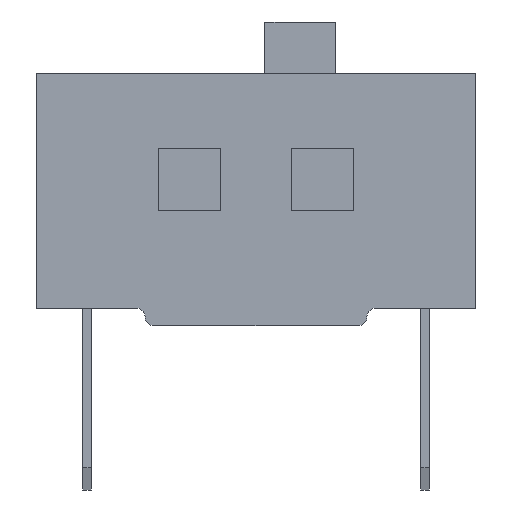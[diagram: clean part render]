
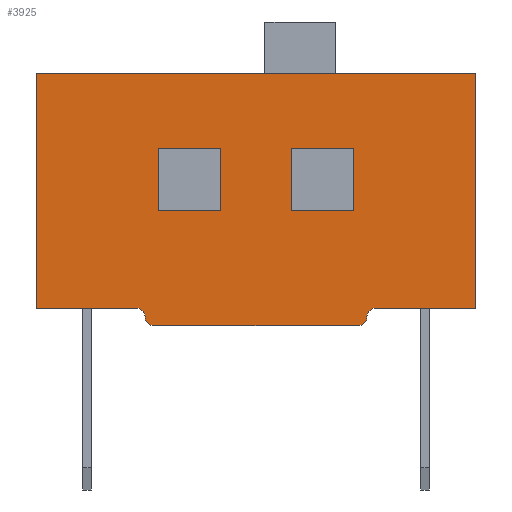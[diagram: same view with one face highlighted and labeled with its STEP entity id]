
A CAD part, left-side view. The second image highlights one B-rep face of the part: STEP entity #3925.
In plain terms, the highlighted planar face has unit normal (-1, 0, 0).
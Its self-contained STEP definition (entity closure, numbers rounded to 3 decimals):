
#134=CIRCLE('',#4105,0.2);
#135=CIRCLE('',#4106,0.2);
#136=CIRCLE('',#4107,0.2);
#137=CIRCLE('',#4108,0.2);
#152=ORIENTED_EDGE('',*,*,#994,.T.);
#153=ORIENTED_EDGE('',*,*,#995,.T.);
#154=ORIENTED_EDGE('',*,*,#996,.T.);
#155=ORIENTED_EDGE('',*,*,#997,.T.);
#156=ORIENTED_EDGE('',*,*,#998,.T.);
#157=ORIENTED_EDGE('',*,*,#999,.T.);
#158=ORIENTED_EDGE('',*,*,#1000,.T.);
#159=ORIENTED_EDGE('',*,*,#1001,.T.);
#160=ORIENTED_EDGE('',*,*,#1002,.F.);
#161=ORIENTED_EDGE('',*,*,#1003,.F.);
#162=ORIENTED_EDGE('',*,*,#1004,.T.);
#163=ORIENTED_EDGE('',*,*,#1005,.T.);
#164=ORIENTED_EDGE('',*,*,#1006,.T.);
#165=ORIENTED_EDGE('',*,*,#1007,.T.);
#166=ORIENTED_EDGE('',*,*,#1008,.T.);
#167=ORIENTED_EDGE('',*,*,#1009,.T.);
#168=ORIENTED_EDGE('',*,*,#1010,.T.);
#169=ORIENTED_EDGE('',*,*,#1011,.T.);
#994=EDGE_CURVE('',#1415,#1416,#1697,.T.);
#995=EDGE_CURVE('',#1416,#1417,#1698,.T.);
#996=EDGE_CURVE('',#1417,#1418,#1699,.T.);
#997=EDGE_CURVE('',#1418,#1415,#1700,.T.);
#998=EDGE_CURVE('',#1419,#1420,#1701,.T.);
#999=EDGE_CURVE('',#1420,#1421,#134,.F.);
#1000=EDGE_CURVE('',#1421,#1422,#135,.T.);
#1001=EDGE_CURVE('',#1422,#1423,#1702,.T.);
#1002=EDGE_CURVE('',#1424,#1423,#1703,.T.);
#1003=EDGE_CURVE('',#1425,#1424,#1704,.T.);
#1004=EDGE_CURVE('',#1425,#1426,#1705,.T.);
#1005=EDGE_CURVE('',#1426,#1427,#1706,.T.);
#1006=EDGE_CURVE('',#1427,#1428,#136,.T.);
#1007=EDGE_CURVE('',#1428,#1419,#137,.F.);
#1008=EDGE_CURVE('',#1429,#1430,#1707,.T.);
#1009=EDGE_CURVE('',#1430,#1431,#1708,.T.);
#1010=EDGE_CURVE('',#1431,#1432,#1709,.T.);
#1011=EDGE_CURVE('',#1432,#1429,#1710,.T.);
#1415=VERTEX_POINT('',#4973);
#1416=VERTEX_POINT('',#4974);
#1417=VERTEX_POINT('',#4976);
#1418=VERTEX_POINT('',#4978);
#1419=VERTEX_POINT('',#4981);
#1420=VERTEX_POINT('',#4982);
#1421=VERTEX_POINT('',#4984);
#1422=VERTEX_POINT('',#4986);
#1423=VERTEX_POINT('',#4988);
#1424=VERTEX_POINT('',#4990);
#1425=VERTEX_POINT('',#4992);
#1426=VERTEX_POINT('',#4994);
#1427=VERTEX_POINT('',#4996);
#1428=VERTEX_POINT('',#4998);
#1429=VERTEX_POINT('',#5001);
#1430=VERTEX_POINT('',#5002);
#1431=VERTEX_POINT('',#5004);
#1432=VERTEX_POINT('',#5006);
#1697=LINE('',#4972,#2030);
#1698=LINE('',#4975,#2031);
#1699=LINE('',#4977,#2032);
#1700=LINE('',#4979,#2033);
#1701=LINE('',#4980,#2034);
#1702=LINE('',#4987,#2035);
#1703=LINE('',#4989,#2036);
#1704=LINE('',#4991,#2037);
#1705=LINE('',#4993,#2038);
#1706=LINE('',#4995,#2039);
#1707=LINE('',#5000,#2040);
#1708=LINE('',#5003,#2041);
#1709=LINE('',#5005,#2042);
#1710=LINE('',#5007,#2043);
#2030=VECTOR('',#4285,1000.);
#2031=VECTOR('',#4286,1000.);
#2032=VECTOR('',#4287,1000.);
#2033=VECTOR('',#4288,1000.);
#2034=VECTOR('',#4289,1000.);
#2035=VECTOR('',#4294,1000.);
#2036=VECTOR('',#4295,1000.);
#2037=VECTOR('',#4296,1000.);
#2038=VECTOR('',#4297,1000.);
#2039=VECTOR('',#4298,1000.);
#2040=VECTOR('',#4303,1000.);
#2041=VECTOR('',#4304,1000.);
#2042=VECTOR('',#4305,1000.);
#2043=VECTOR('',#4306,1000.);
#2363=EDGE_LOOP('',(#152,#153,#154,#155));
#2364=EDGE_LOOP('',(#156,#157,#158,#159,#160,#161,#162,#163,#164,#165));
#2365=EDGE_LOOP('',(#166,#167,#168,#169));
#2552=FACE_BOUND('',#2363,.T.);
#2553=FACE_BOUND('',#2364,.T.);
#2554=FACE_BOUND('',#2365,.T.);
#2741=PLANE('',#4104);
#3925=ADVANCED_FACE('',(#2552,#2553,#2554),#2741,.F.);
#4104=AXIS2_PLACEMENT_3D('',#4971,#4283,#4284);
#4105=AXIS2_PLACEMENT_3D('',#4983,#4290,#4291);
#4106=AXIS2_PLACEMENT_3D('',#4985,#4292,#4293);
#4107=AXIS2_PLACEMENT_3D('',#4997,#4299,#4300);
#4108=AXIS2_PLACEMENT_3D('',#4999,#4301,#4302);
#4283=DIRECTION('',(1.,0.,0.));
#4284=DIRECTION('',(0.,0.,-1.));
#4285=DIRECTION('',(0.,1.,0.));
#4286=DIRECTION('',(0.,0.,1.));
#4287=DIRECTION('',(0.,-1.,0.));
#4288=DIRECTION('',(0.,0.,-1.));
#4289=DIRECTION('',(0.,-1.,0.));
#4290=DIRECTION('',(1.,0.,0.));
#4291=DIRECTION('',(0.,0.,-1.));
#4292=DIRECTION('',(1.,0.,0.));
#4293=DIRECTION('',(0.,0.,-1.));
#4294=DIRECTION('',(0.,-1.,0.));
#4295=DIRECTION('',(0.,0.,-1.));
#4296=DIRECTION('',(0.,-1.,0.));
#4297=DIRECTION('',(0.,0.,-1.));
#4298=DIRECTION('',(0.,-1.,0.));
#4299=DIRECTION('',(1.,0.,0.));
#4300=DIRECTION('',(0.,0.,-1.));
#4301=DIRECTION('',(1.,0.,0.));
#4302=DIRECTION('',(0.,0.,-1.));
#4303=DIRECTION('',(0.,1.,0.));
#4304=DIRECTION('',(0.,0.,1.));
#4305=DIRECTION('',(0.,-1.,0.));
#4306=DIRECTION('',(0.,0.,-1.));
#4971=CARTESIAN_POINT('',(-4.46,4.95,5.3));
#4972=CARTESIAN_POINT('',(-4.46,0.8,2.2));
#4973=CARTESIAN_POINT('',(-4.46,0.8,2.2));
#4974=CARTESIAN_POINT('',(-4.46,2.2,2.2));
#4975=CARTESIAN_POINT('',(-4.46,2.2,2.2));
#4976=CARTESIAN_POINT('',(-4.46,2.2,3.6));
#4977=CARTESIAN_POINT('',(-4.46,2.2,3.6));
#4978=CARTESIAN_POINT('',(-4.46,0.8,3.6));
#4979=CARTESIAN_POINT('',(-4.46,0.8,3.6));
#4980=CARTESIAN_POINT('',(-4.46,2.5,-0.4));
#4981=CARTESIAN_POINT('',(-4.46,2.3,-0.4));
#4982=CARTESIAN_POINT('',(-4.46,-2.3,-0.4));
#4983=CARTESIAN_POINT('',(-4.46,-2.3,-0.2));
#4984=CARTESIAN_POINT('',(-4.46,-2.5,-0.2));
#4985=CARTESIAN_POINT('',(-4.46,-2.7,-0.2));
#4986=CARTESIAN_POINT('',(-4.46,-2.7,0.));
#4987=CARTESIAN_POINT('',(-4.46,4.95,0.));
#4988=CARTESIAN_POINT('',(-4.46,-4.95,0.));
#4989=CARTESIAN_POINT('',(-4.46,-4.95,5.3));
#4990=CARTESIAN_POINT('',(-4.46,-4.95,5.3));
#4991=CARTESIAN_POINT('',(-4.46,4.95,5.3));
#4992=CARTESIAN_POINT('',(-4.46,4.95,5.3));
#4993=CARTESIAN_POINT('',(-4.46,4.95,5.3));
#4994=CARTESIAN_POINT('',(-4.46,4.95,0.));
#4995=CARTESIAN_POINT('',(-4.46,4.95,0.));
#4996=CARTESIAN_POINT('',(-4.46,2.7,0.));
#4997=CARTESIAN_POINT('',(-4.46,2.7,-0.2));
#4998=CARTESIAN_POINT('',(-4.46,2.5,-0.2));
#4999=CARTESIAN_POINT('',(-4.46,2.3,-0.2));
#5000=CARTESIAN_POINT('',(-4.46,-2.2,2.2));
#5001=CARTESIAN_POINT('',(-4.46,-2.2,2.2));
#5002=CARTESIAN_POINT('',(-4.46,-0.8,2.2));
#5003=CARTESIAN_POINT('',(-4.46,-0.8,2.2));
#5004=CARTESIAN_POINT('',(-4.46,-0.8,3.6));
#5005=CARTESIAN_POINT('',(-4.46,-0.8,3.6));
#5006=CARTESIAN_POINT('',(-4.46,-2.2,3.6));
#5007=CARTESIAN_POINT('',(-4.46,-2.2,3.6));
